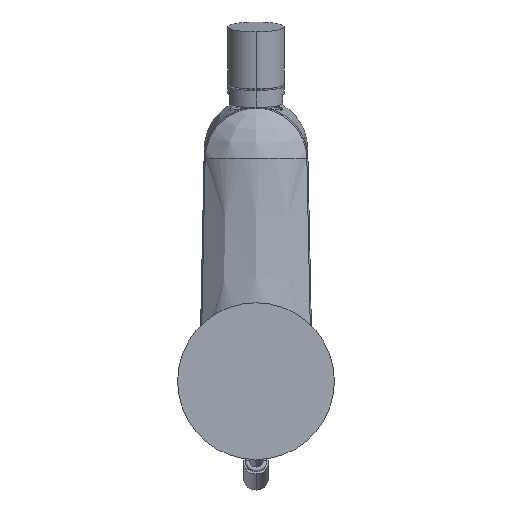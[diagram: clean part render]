
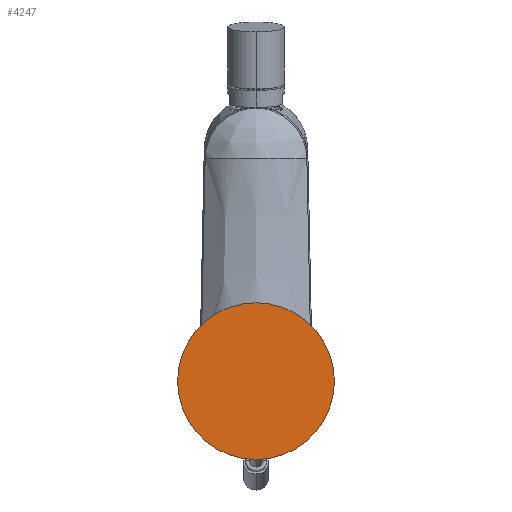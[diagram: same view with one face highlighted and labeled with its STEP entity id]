
A CAD part, front view. The second image highlights one B-rep face of the part: STEP entity #4247.
In plain terms, the highlighted planar face has unit normal (0, -1, 0).
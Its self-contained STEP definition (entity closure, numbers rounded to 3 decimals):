
#1252=CARTESIAN_POINT('',(0.,-4.,0.));
#1253=DIRECTION('',(0.,1.,0.));
#1254=DIRECTION('',(1.,0.,0.));
#1255=AXIS2_PLACEMENT_3D('',#1252,#1253,#1254);
#1257=CARTESIAN_POINT('',(0.,-4.,0.));
#1258=DIRECTION('',(0.,-1.,0.));
#1259=DIRECTION('',(1.,0.,0.));
#1260=AXIS2_PLACEMENT_3D('',#1257,#1258,#1259);
#2005=CARTESIAN_POINT('',(25.,-4.,0.));
#2007=VERTEX_POINT('',#2005);
#2009=CARTESIAN_POINT('',(-25.,-4.,0.));
#2011=VERTEX_POINT('',#2009);
#4238=CARTESIAN_POINT('',(0.,-4.,0.));
#4239=DIRECTION('',(0.,-1.,0.));
#4240=DIRECTION('',(0.,0.,-1.));
#4241=AXIS2_PLACEMENT_3D('',#4238,#4239,#4240);
#4242=PLANE('',#4241);
#4243=ORIENTED_EDGE('',*,*,#4224,.F.);
#4244=ORIENTED_EDGE('',*,*,#4206,.T.);
#4245=EDGE_LOOP('',(#4243,#4244));
#4246=FACE_OUTER_BOUND('',#4245,.F.);
#4247=ADVANCED_FACE('',(#4246),#4242,.T.);
#1256=CIRCLE('',#1255,25.);
#1261=CIRCLE('',#1260,25.);
#4206=EDGE_CURVE('',#2007,#2011,#1256,.T.);
#4224=EDGE_CURVE('',#2007,#2011,#1261,.T.);
